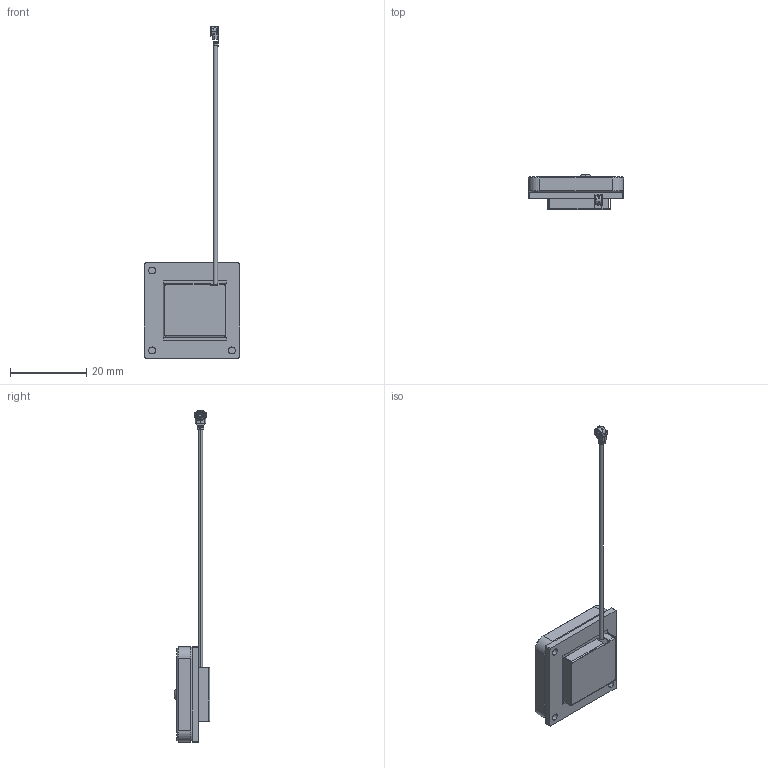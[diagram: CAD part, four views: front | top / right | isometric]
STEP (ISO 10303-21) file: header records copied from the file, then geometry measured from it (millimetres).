
FILE_DESCRIPTION (( 'STEP AP214' ), '1' );
FILE_NAME ('AGGBP.SLS.25A.07.0060A.STEP', '2019-06-11T08:53:23', ( '' ), ( '' ), 'SwSTEP 2.0', 'SolidWorks 2017', '' );
FILE_SCHEMA (( 'AUTOMOTIVE_DESIGN' ));
Length unit declared in the file: millimetre
Products named in the file (11): AGGBP.SLS.25A.07.0060A; 1.13 Cable; 1.13 Cable_1.13 Coaxial Cable; AGGBP.SLS.25A_PCB; AGGBP.SLS.25A_Shielding case; AGGBP.SLS.25A_Patch; IPEX_MHF1
Assembly tree (5 placements, depth 2):
  AGGBP.SLS.25A.07.0060A
    AGGBP.SLS.25A_Patch
    AGGBP.SLS.25A_PCB
    AGGBP.SLS.25A_Shielding case
    1.13 Cable_1.13 Coaxial Cable
    IPEX_MHF1
  1.13 Cable
  AGGBP.SLS.25A_Shielding case
  AGGBP.SLS.25A_Patch
  AGGBP.SLS.25A_PCB
Bounding box: 25 x 9.27 x 87.32 mm (x, y, z)
Volume: 3607.7 mm3; surface area: 4131.9 mm2
Topology: 9 solids, 9 shells, 710 faces, 1879 edges, 1226 vertices
Faces by surface type: plane 385, bspline 188, cylinder 127, cone 8, torus 2
Entity records: 32867 total; most frequent: CARTESIAN_POINT 11847, ORIENTED_EDGE 3754, DIRECTION 2772, EDGE_CURVE 1877, VERTEX_POINT 1226, LINE 1190, VECTOR 1190, AXIS2_PLACEMENT_3D 791
